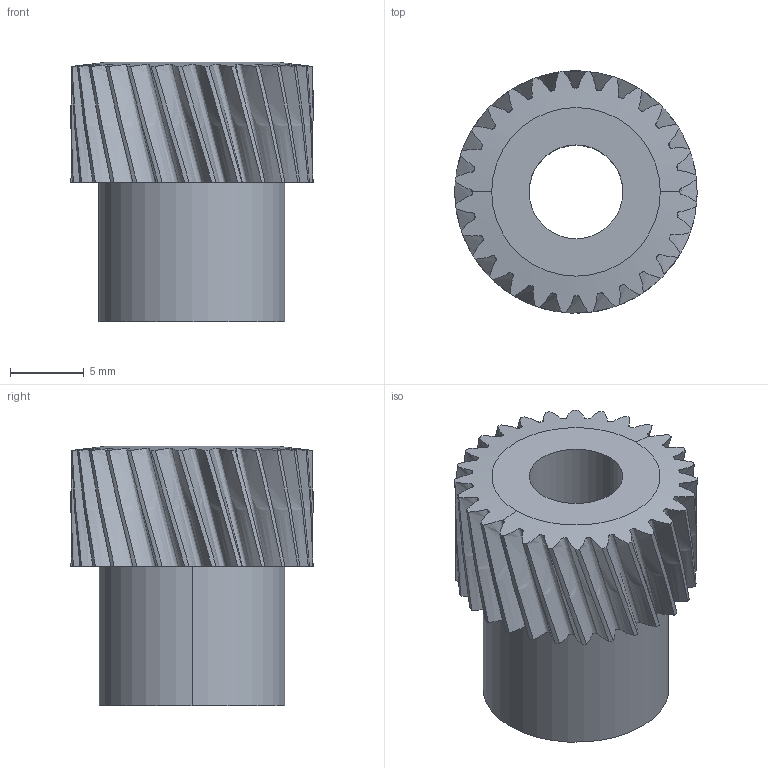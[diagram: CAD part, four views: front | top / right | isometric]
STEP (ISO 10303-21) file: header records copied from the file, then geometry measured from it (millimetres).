
FILE_DESCRIPTION (( 'STEP AP214' ), '1' );
FILE_NAME ('Gear00286.STEP', '2017-09-12T08:46:39', ( '13' ), ( '' ), 'SwSTEP 2.0', 'SolidWorks 2012', '' );
FILE_SCHEMA (( 'AUTOMOTIVE_DESIGN' ));
Length unit declared in the file: millimetre
Products named in the file (1): Gear00286
Bounding box: 16.41 x 16.41 x 17.6 mm (x, y, z)
Volume: 2103.8 mm3; surface area: 1749.1 mm2
Topology: 1 solids, 1 shells, 66 faces, 189 edges, 126 vertices
Faces by surface type: cylinder 33, bspline 28, plane 3, cone 2
Entity records: 138125 total; most frequent: CARTESIAN_POINT 136720, ORIENTED_EDGE 378, DIRECTION 217, EDGE_CURVE 189, VERTEX_POINT 126, AXIS2_PLACEMENT_3D 105, EDGE_LOOP 69, ADVANCED_FACE 66
